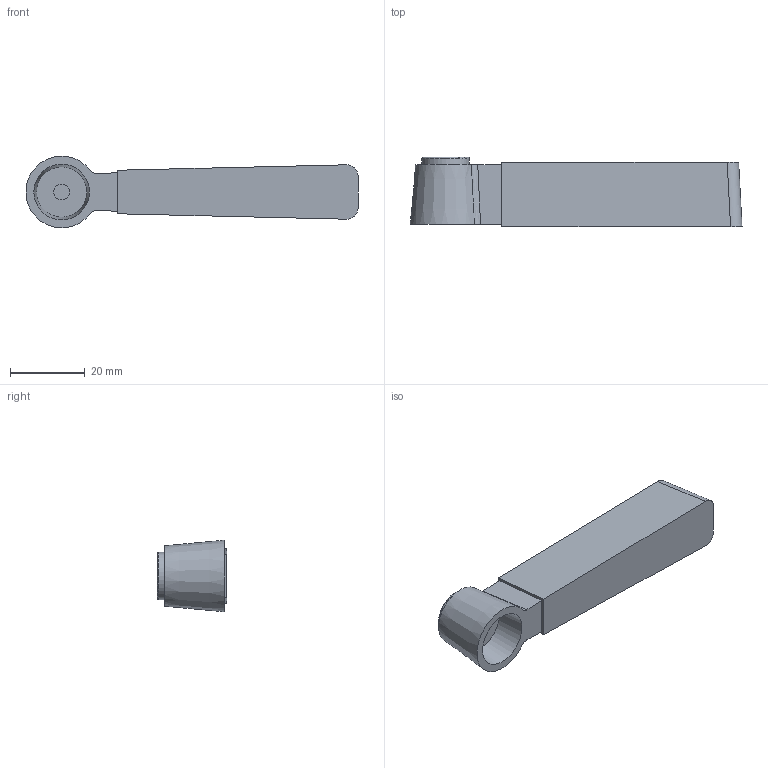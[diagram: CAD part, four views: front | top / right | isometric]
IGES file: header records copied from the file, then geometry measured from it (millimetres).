
Global section: file name: No Iges File Name specified; native system: Autodesk Inventor 2012; preprocessor: AutoDesk Inventor Iges Exporter R2012; author: adaniels; date: 20120629.073033; units: millimetre
Bounding box: 88.87 x 18.5 x 19.13 mm (x, y, z)
Volume: 15788.7 mm3; surface area: 8553.7 mm2
Topology: 6 solids, 6 shells, 95 faces, 188 edges, 118 vertices
Faces by surface type: plane 48, revolution 24, cylinder 11, cone 8, torus 2, bspline 2
Full cylindrical faces by diameter (mm): 4 x2, 9.1 x1, 11.25 x2, 11.998 x1, 12.7 x1
